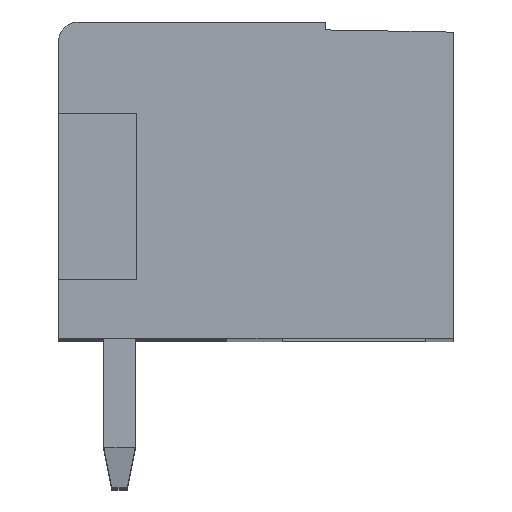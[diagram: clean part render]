
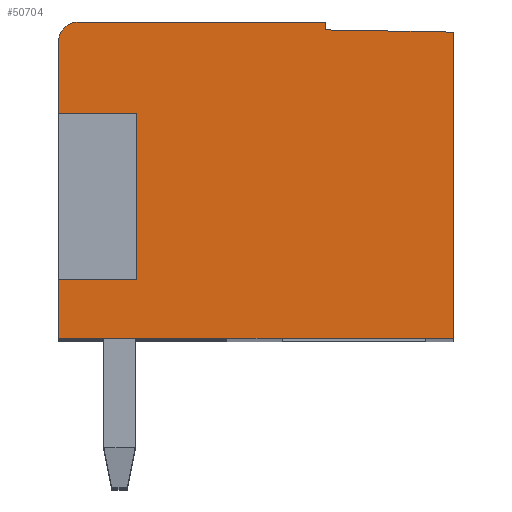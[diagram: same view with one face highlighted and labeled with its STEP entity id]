
A CAD part, top view. The second image highlights one B-rep face of the part: STEP entity #50704.
In plain terms, the highlighted planar face has unit normal (0, 0, 1).
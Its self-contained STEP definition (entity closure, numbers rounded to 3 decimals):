
#449=DIRECTION('',(-1.,0.,0.));
#450=VECTOR('',#449,6.326);
#451=CARTESIAN_POINT('',(-13.889,8.199,168.212));
#452=LINE('',#451,#450);
#18212=DIRECTION('',(0.,-1.,0.));
#18213=VECTOR('',#18212,7.84);
#18214=CARTESIAN_POINT('',(-10.615,7.94,
168.212));
#18215=LINE('',#18214,#18213);
#18216=DIRECTION('',(-1.,0.,0.));
#18217=VECTOR('',#18216,10.1);
#18218=CARTESIAN_POINT('',(-10.615,0.099,
168.212));
#18219=LINE('',#18218,#18217);
#18220=DIRECTION('',(0.,1.,0.));
#18221=VECTOR('',#18220,1.5);
#18222=CARTESIAN_POINT('',(-20.715,0.099,
168.212));
#18223=LINE('',#18222,#18221);
#18224=DIRECTION('',(1.,0.,0.));
#18225=VECTOR('',#18224,2.);
#18226=CARTESIAN_POINT('',(-20.715,1.599,
168.212));
#18227=LINE('',#18226,#18225);
#18228=DIRECTION('',(0.,1.,0.));
#18229=VECTOR('',#18228,1.85);
#18230=CARTESIAN_POINT('',(-20.715,5.849,
168.212));
#18231=LINE('',#18230,#18229);
#18232=CARTESIAN_POINT('',(-20.215,7.699,
168.212));
#18233=DIRECTION('',(0.,0.,-1.));
#18234=DIRECTION('',(-1.,0.,0.));
#18235=AXIS2_PLACEMENT_3D('',#18232,#18233,#18234);
#18237=DIRECTION('',(0.,-1.,0.));
#18238=VECTOR('',#18237,0.202);
#18239=CARTESIAN_POINT('',(-13.889,8.199,
168.212));
#18240=LINE('',#18239,#18238);
#18241=DIRECTION('',(1.,-0.017,0.));
#18242=VECTOR('',#18241,3.274);
#18243=CARTESIAN_POINT('',(-13.889,7.997,
168.212));
#18244=LINE('',#18243,#18242);
#18273=DIRECTION('',(1.,0.,0.));
#18274=VECTOR('',#18273,2.);
#18275=CARTESIAN_POINT('',(-20.715,5.849,
168.212));
#18276=LINE('',#18275,#18274);
#18281=DIRECTION('',(0.,-1.,0.));
#18282=VECTOR('',#18281,4.25);
#18283=CARTESIAN_POINT('',(-18.715,5.849,
168.212));
#18284=LINE('',#18283,#18282);
#18285=CARTESIAN_POINT('',(-10.615,7.94,
168.212));
#18286=CARTESIAN_POINT('',(-10.615,0.099,
168.212));
#18287=VERTEX_POINT('',#18285);
#18288=VERTEX_POINT('',#18286);
#18521=CARTESIAN_POINT('',(-20.715,5.849,
168.212));
#18522=CARTESIAN_POINT('',(-20.715,7.699,
168.212));
#18523=VERTEX_POINT('',#18521);
#18524=VERTEX_POINT('',#18522);
#18529=CARTESIAN_POINT('',(-20.715,1.599,
168.212));
#18530=VERTEX_POINT('',#18529);
#18531=CARTESIAN_POINT('',(-20.715,0.099,
168.212));
#18532=VERTEX_POINT('',#18531);
#18561=CARTESIAN_POINT('',(-20.215,8.199,
168.212));
#18562=VERTEX_POINT('',#18561);
#18563=CARTESIAN_POINT('',(-13.889,8.199,
168.212));
#18564=VERTEX_POINT('',#18563);
#18565=CARTESIAN_POINT('',(-13.889,7.997,
168.212));
#18566=VERTEX_POINT('',#18565);
#18567=CARTESIAN_POINT('',(-18.715,1.599,
168.212));
#18568=VERTEX_POINT('',#18567);
#18569=CARTESIAN_POINT('',(-18.715,5.849,
168.212));
#18570=VERTEX_POINT('',#18569);
#50683=CARTESIAN_POINT('',(-10.615,0.099,
168.212));
#50684=DIRECTION('',(0.,0.,-1.));
#50685=DIRECTION('',(0.,1.,0.));
#50686=AXIS2_PLACEMENT_3D('',#50683,#50684,#50685);
#50687=PLANE('',#50686);
#50688=ORIENTED_EDGE('',*,*,#23921,.T.);
#50689=ORIENTED_EDGE('',*,*,#26124,.T.);
#50690=ORIENTED_EDGE('',*,*,#24406,.T.);
#50692=ORIENTED_EDGE('',*,*,#50691,.T.);
#50694=ORIENTED_EDGE('',*,*,#50693,.F.);
#50696=ORIENTED_EDGE('',*,*,#50695,.F.);
#50697=ORIENTED_EDGE('',*,*,#24398,.T.);
#50698=ORIENTED_EDGE('',*,*,#24363,.T.);
#50699=ORIENTED_EDGE('',*,*,#24348,.F.);
#50700=ORIENTED_EDGE('',*,*,#24333,.T.);
#50701=ORIENTED_EDGE('',*,*,#24318,.T.);
#50702=EDGE_LOOP('',(#50688,#50689,#50690,#50692,#50694,#50696,#50697,#50698,
#50699,#50700,#50701));
#50703=FACE_OUTER_BOUND('',#50702,.F.);
#18236=CIRCLE('',#18235,0.5);
#23921=EDGE_CURVE('',#18287,#18288,#18215,.T.);
#24318=EDGE_CURVE('',#18566,#18287,#18244,.T.);
#24333=EDGE_CURVE('',#18564,#18566,#18240,.T.);
#24348=EDGE_CURVE('',#18564,#18562,#452,.T.);
#24363=EDGE_CURVE('',#18524,#18562,#18236,.T.);
#24398=EDGE_CURVE('',#18523,#18524,#18231,.T.);
#24406=EDGE_CURVE('',#18532,#18530,#18223,.T.);
#26124=EDGE_CURVE('',#18288,#18532,#18219,.T.);
#50691=EDGE_CURVE('',#18530,#18568,#18227,.T.);
#50693=EDGE_CURVE('',#18570,#18568,#18284,.T.);
#50695=EDGE_CURVE('',#18523,#18570,#18276,.T.);
#50704=ADVANCED_FACE('',(#50703),#50687,.F.);
